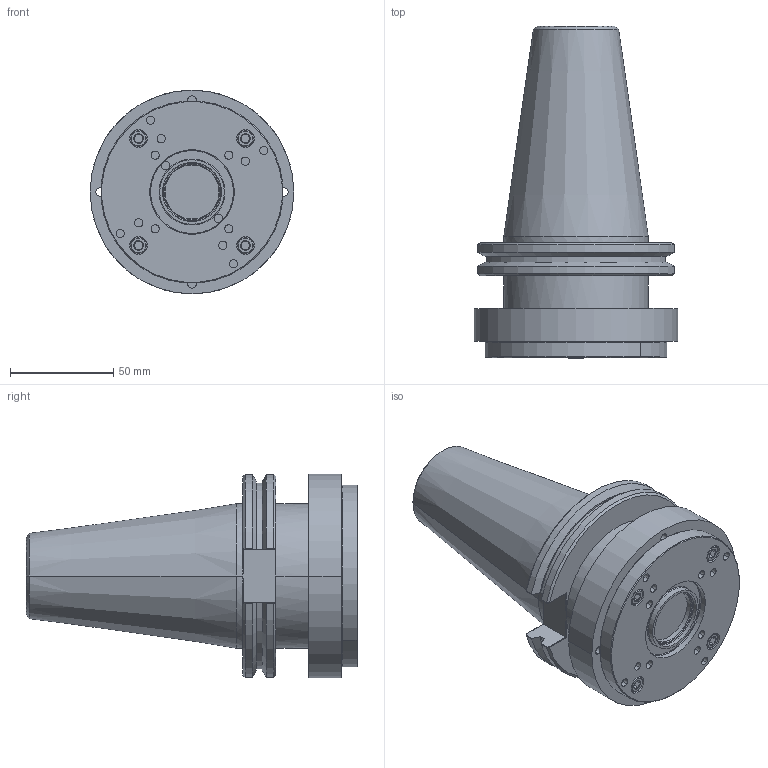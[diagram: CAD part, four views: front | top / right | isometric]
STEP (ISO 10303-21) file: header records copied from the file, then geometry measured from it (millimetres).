
FILE_DESCRIPTION (( 'STEP AP214' ), '1' );
FILE_NAME ('CV50-SA 3-31-15.STEP', '2015-04-01T01:27:31', ( '' ), ( '' ), 'SwSTEP 2.0', 'SolidWorks 2014', '' );
FILE_SCHEMA (( 'AUTOMOTIVE_DESIGN' ));
Length unit declared in the file: inch
Products named in the file (1): CV50-SA 3-31-15
Bounding box: 98.45 x 160.32 x 98.45 mm (x, y, z)
Volume: 590838.5 mm3; surface area: 58307 mm2
Topology: 1 solids, 1 shells, 262 faces, 598 edges, 358 vertices
Faces by surface type: cylinder 102, plane 75, cone 64, bspline 14, torus 7
Entity records: 8788 total; most frequent: CARTESIAN_POINT 2047, DIRECTION 1240, ORIENTED_EDGE 1184, EDGE_CURVE 592, AXIS2_PLACEMENT_3D 513, VERTEX_POINT 358, EDGE_LOOP 296, CIRCLE 264
